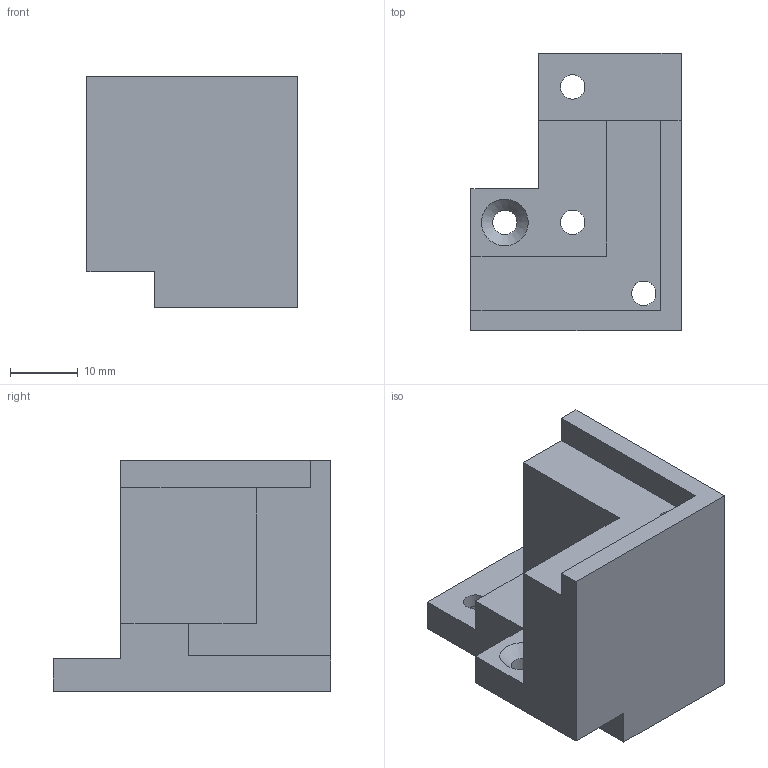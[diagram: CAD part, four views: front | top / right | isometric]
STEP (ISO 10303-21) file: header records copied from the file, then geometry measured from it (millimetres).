
FILE_DESCRIPTION(('FreeCAD Model'),'2;1');
FILE_NAME('Open CASCADE Shape Model','2025-03-14T07:05:29',(''),(''), 'Open CASCADE STEP processor 7.7','FreeCAD','Unknown');
FILE_SCHEMA(('AUTOMOTIVE_DESIGN { 1 0 10303 214 1 1 1 1 }'));
Length unit declared in the file: millimetre
Products named in the file (1): Body
Bounding box: 31 x 41 x 34 mm (x, y, z)
Volume: 19236.2 mm3; surface area: 7136.9 mm2
Topology: 1 solids, 1 shells, 76 faces, 206 edges, 132 vertices
Faces by surface type: plane 71, cylinder 4, cone 1
Full cylindrical faces by diameter (mm): 3.6 x4
Entity records: 2378 total; most frequent: CARTESIAN_POINT 415, ORIENTED_EDGE 412, DIRECTION 378, EDGE_CURVE 206, LINE 188, VECTOR 188, VERTEX_POINT 132, AXIS2_PLACEMENT_3D 95
